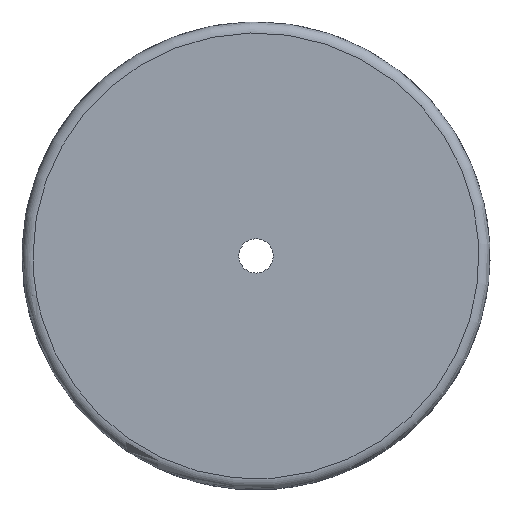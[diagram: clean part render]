
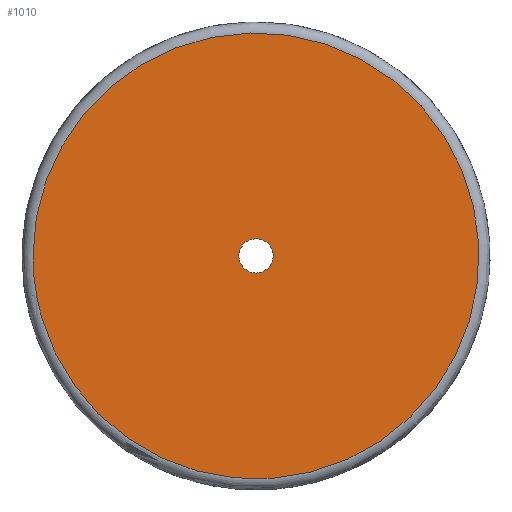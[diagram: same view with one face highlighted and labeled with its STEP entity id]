
A CAD part, top view. The second image highlights one B-rep face of the part: STEP entity #1010.
In plain terms, the highlighted planar face has unit normal (0, 0, 1).
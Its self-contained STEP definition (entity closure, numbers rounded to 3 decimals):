
#16=FACE_BOUND('',#144,.T.);
#39=CIRCLE('',#1089,3.118);
#40=CIRCLE('',#1090,3.118);
#43=CIRCLE('',#1095,40.5);
#44=CIRCLE('',#1096,40.5);
#84=FACE_OUTER_BOUND('',#143,.T.);
#143=EDGE_LOOP('',(#705,#706));
#144=EDGE_LOOP('',(#707,#708));
#438=VERTEX_POINT('',#1502);
#439=VERTEX_POINT('',#1504);
#444=VERTEX_POINT('',#1517);
#445=VERTEX_POINT('',#1518);
#542=EDGE_CURVE('',#439,#438,#39,.T.);
#543=EDGE_CURVE('',#438,#439,#40,.T.);
#548=EDGE_CURVE('',#444,#445,#43,.T.);
#549=EDGE_CURVE('',#445,#444,#44,.T.);
#705=ORIENTED_EDGE('',*,*,#548,.T.);
#706=ORIENTED_EDGE('',*,*,#549,.T.);
#707=ORIENTED_EDGE('',*,*,#542,.T.);
#708=ORIENTED_EDGE('',*,*,#543,.T.);
#960=PLANE('',#1094);
#1010=ADVANCED_FACE('',(#84,#16),#960,.T.);
#1089=AXIS2_PLACEMENT_3D('',#1505,#1211,#1212);
#1090=AXIS2_PLACEMENT_3D('',#1506,#1213,#1214);
#1094=AXIS2_PLACEMENT_3D('',#1516,#1223,#1224);
#1095=AXIS2_PLACEMENT_3D('',#1519,#1225,#1226);
#1096=AXIS2_PLACEMENT_3D('',#1520,#1227,#1228);
#1211=DIRECTION('center_axis',(0.,0.,-1.));
#1212=DIRECTION('ref_axis',(0.,1.,0.));
#1213=DIRECTION('center_axis',(0.,0.,-1.));
#1214=DIRECTION('ref_axis',(0.,1.,0.));
#1223=DIRECTION('center_axis',(0.,0.,1.));
#1224=DIRECTION('ref_axis',(1.,0.,0.));
#1225=DIRECTION('center_axis',(0.,0.,1.));
#1226=DIRECTION('ref_axis',(1.,0.,0.));
#1227=DIRECTION('center_axis',(0.,0.,1.));
#1228=DIRECTION('ref_axis',(1.,0.,0.));
#1502=CARTESIAN_POINT('',(-3.118,0.,11.2));
#1504=CARTESIAN_POINT('',(0.,-3.118,11.2));
#1505=CARTESIAN_POINT('Origin',(0.,0.,11.2));
#1506=CARTESIAN_POINT('Origin',(0.,0.,11.2));
#1516=CARTESIAN_POINT('Origin',(0.,0.,11.2));
#1517=CARTESIAN_POINT('',(-38.994,-10.94,11.2));
#1518=CARTESIAN_POINT('',(-40.5,0.,11.2));
#1519=CARTESIAN_POINT('Origin',(0.,0.,11.2));
#1520=CARTESIAN_POINT('Origin',(0.,0.,11.2));
